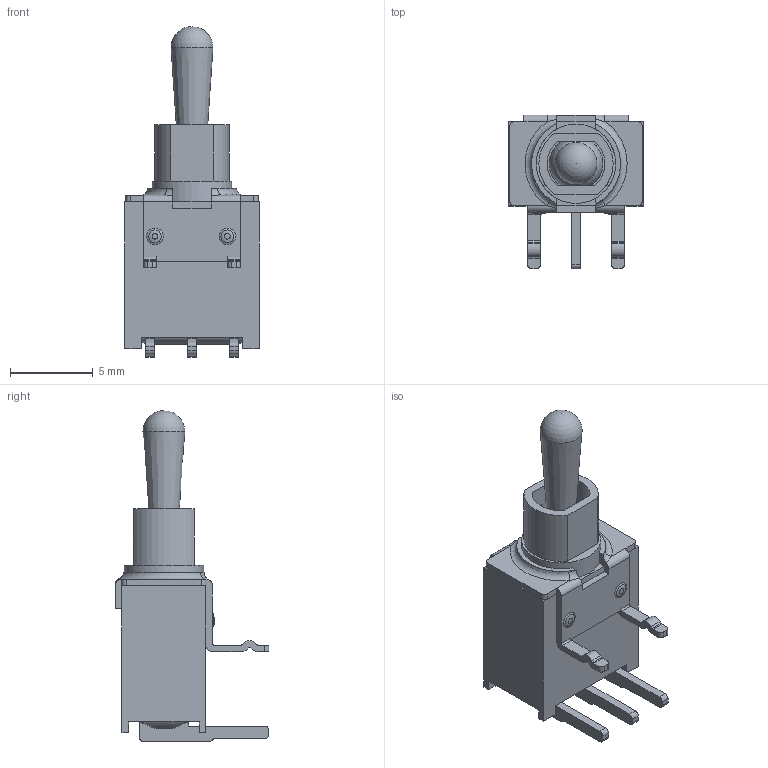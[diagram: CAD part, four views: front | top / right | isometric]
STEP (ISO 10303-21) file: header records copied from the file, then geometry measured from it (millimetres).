
FILE_DESCRIPTION(/* description */ (''),/* implementation_level */ '2;1');
FILE_NAME(/* name */ '200AWMSPxT2A1M61xE.stp',/* time_stamp */ '2025-05-01T10:44:22-05:00',/* author */ ('mroman'),/* organization */ (''),/* preprocessor_version */ 'ST-DEVELOPER v18.1',/* originating_system */ 'Autodesk Inventor 2022',/* authorisation */ '');
FILE_SCHEMA (('AUTOMOTIVE_DESIGN { 1 0 10303 214 3 1 1 }'));
Length unit declared in the file: inch
Products named in the file (1): 200AWMSPxT2A1M61xE
Bounding box: 8.13 x 9.3 x 20.02 mm (x, y, z)
Volume: 464.8 mm3; surface area: 566.9 mm2
Topology: 1 solids, 1 shells, 173 faces, 484 edges, 318 vertices
Faces by surface type: plane 104, cylinder 52, bspline 10, cone 3, torus 2, sphere 2
Full cylindrical faces by diameter (mm): 4.8 x1
Entity records: 5947 total; most frequent: CARTESIAN_POINT 1409, ORIENTED_EDGE 966, DIRECTION 916, EDGE_CURVE 483, VERTEX_POINT 318, LINE 314, VECTOR 314, AXIS2_PLACEMENT_3D 301
